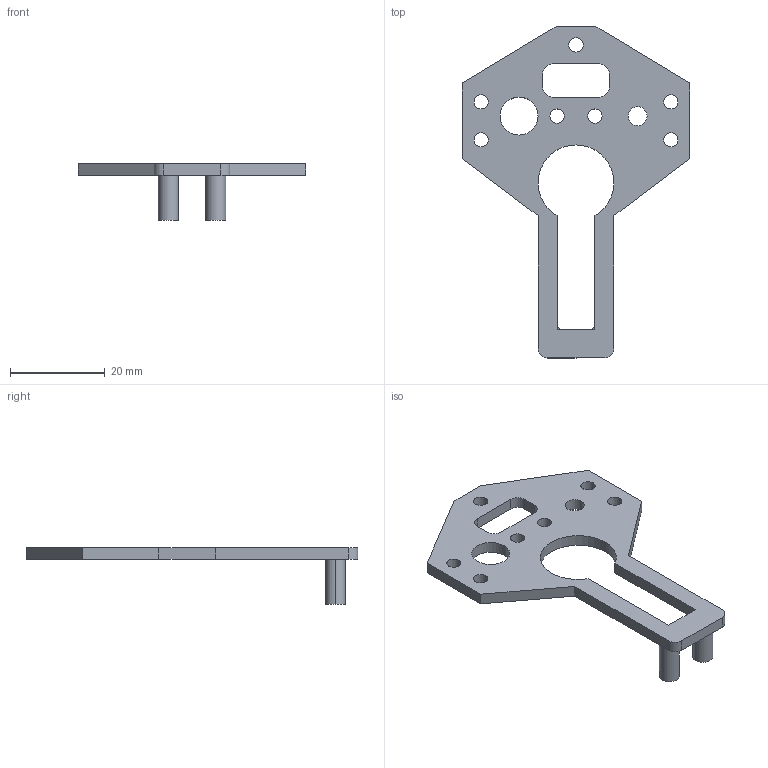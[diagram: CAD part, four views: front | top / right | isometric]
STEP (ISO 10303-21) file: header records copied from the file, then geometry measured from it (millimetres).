
FILE_DESCRIPTION (( 'STEP AP203' ), '1' );
FILE_NAME ('gripper_new_base_Default_sldprt.STEP', '2022-03-13T07:51:22', ( '' ), ( '' ), 'SwSTEP 2.0', 'SolidWorks 2020', '' );
FILE_SCHEMA (( 'CONFIG_CONTROL_DESIGN' ));
Length unit declared in the file: centimetre
Products named in the file (1): gripper_new_base_Default_sldprt
Bounding box: 48 x 70 x 12 mm (x, y, z)
Volume: 3693.6 mm3; surface area: 4098.6 mm2
Topology: 1 solids, 1 shells, 54 faces, 152 edges, 100 vertices
Faces by surface type: cylinder 31, plane 23
Entity records: 1891 total; most frequent: DIRECTION 328, CARTESIAN_POINT 307, ORIENTED_EDGE 304, EDGE_CURVE 152, AXIS2_PLACEMENT_3D 121, VERTEX_POINT 100, LINE 86, VECTOR 86
